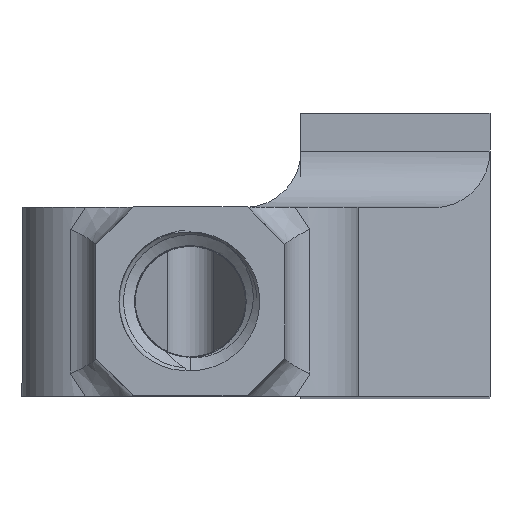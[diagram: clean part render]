
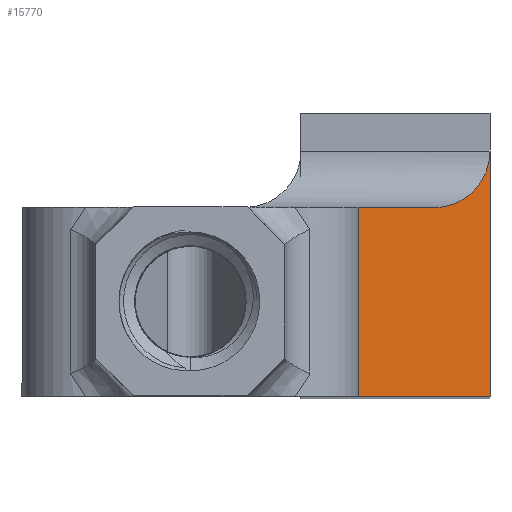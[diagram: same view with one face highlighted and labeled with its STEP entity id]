
A CAD part, top view. The second image highlights one B-rep face of the part: STEP entity #15770.
In plain terms, the highlighted planar face has unit normal (0.707, 0, 0.707).
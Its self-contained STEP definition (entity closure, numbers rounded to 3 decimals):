
#1 = VERTEX_POINT ( 'NONE', #11929 ) ;
#14 = VERTEX_POINT ( 'NONE', #11922 ) ;
#29 = VERTEX_POINT ( 'NONE', #11906 ) ;
#54 = VERTEX_POINT ( 'NONE', #11879 ) ;
#137 = EDGE_LOOP ( 'NONE', ( #2180, #2181, #2179, #2370, #2369 ) ) ;
#1876 = LINE ( 'NONE', #15519, #1879 ) ;
#1879 = VECTOR ( 'NONE', #15521, 1000. ) ;
#1899 = LINE ( 'NONE', #15573, #1901 ) ;
#1901 = VECTOR ( 'NONE', #15579, 1000. ) ;
#2116 = LINE ( 'NONE', #11629, #2117 ) ;
#2117 = VECTOR ( 'NONE', #11630, 1000. ) ;
#2179 = ORIENTED_EDGE ( 'NONE', *, *, #5202, .T. ) ;
#2180 = ORIENTED_EDGE ( 'NONE', *, *, #3392, .F. ) ;
#2181 = ORIENTED_EDGE ( 'NONE', *, *, #3409, .F. ) ;
#2369 = ORIENTED_EDGE ( 'NONE', *, *, #5193, .T. ) ;
#2370 = ORIENTED_EDGE ( 'NONE', *, *, #5210, .T. ) ;
#3392 = EDGE_CURVE ( 'NONE', #14, #1, #1876, .T. ) ;
#3409 = EDGE_CURVE ( 'NONE', #3920, #14, #1899, .T. ) ;
#3920 = VERTEX_POINT ( 'NONE', #10358 ) ;
#5193 = EDGE_CURVE ( 'NONE', #29, #1, #11221, .T. ) ;
#5202 = EDGE_CURVE ( 'NONE', #3920, #54, #2116, .T. ) ;
#5210 = EDGE_CURVE ( 'NONE', #54, #29, #12808, .T. ) ;
#10358 = CARTESIAN_POINT ( 'NONE',  ( -8.34, 49.026, -71.484 ) ) ;
#11221 =( BOUNDED_CURVE ( )  B_SPLINE_CURVE ( 3, ( #11581, #11583, #11588, #11589 ),
 .UNSPECIFIED., .F., .F. ) 
 B_SPLINE_CURVE_WITH_KNOTS ( ( 4, 4 ),
 ( 0., 1.571 ),
 .UNSPECIFIED. ) 
 CURVE ( )  GEOMETRIC_REPRESENTATION_ITEM ( )  RATIONAL_B_SPLINE_CURVE ( ( 1., 0.805, 0.805, 1. ) ) 
 REPRESENTATION_ITEM ( '' )  );
#11581 = CARTESIAN_POINT ( 'NONE',  ( 1.252, 62.026, -81.076 ) ) ;
#11583 = CARTESIAN_POINT ( 'NONE',  ( 1.252, 60.269, -81.076 ) ) ;
#11588 = CARTESIAN_POINT ( 'NONE',  ( 0.009, 59.026, -79.833 ) ) ;
#11589 = CARTESIAN_POINT ( 'NONE',  ( -1.748, 59.026, -78.076 ) ) ;
#11629 = CARTESIAN_POINT ( 'NONE',  ( 1.252, 49.026, -81.076 ) ) ;
#11630 = DIRECTION ( 'NONE',  ( 0.707, 0., -0.707 ) ) ;
#11651 = CARTESIAN_POINT ( 'NONE',  ( 1.252, 49.026, -81.076 ) ) ;
#11660 = DIRECTION ( 'NONE',  ( 0., 1., 0. ) ) ;
#11879 = CARTESIAN_POINT ( 'NONE',  ( 1.252, 49.026, -81.076 ) ) ;
#11906 = CARTESIAN_POINT ( 'NONE',  ( 1.252, 62.026, -81.076 ) ) ;
#11922 = CARTESIAN_POINT ( 'NONE',  ( -8.34, 59.026, -71.484 ) ) ;
#11929 = CARTESIAN_POINT ( 'NONE',  ( -1.748, 59.026, -78.076 ) ) ;
#12808 = LINE ( 'NONE', #11651, #12816 ) ;
#12816 = VECTOR ( 'NONE', #11660, 1000. ) ;
#12988 = FACE_OUTER_BOUND ( 'NONE', #137, .T. ) ;
#15111 = AXIS2_PLACEMENT_3D ( 'NONE', #15856, #15865, #15866 ) ;
#15519 = CARTESIAN_POINT ( 'NONE',  ( 1.252, 59.026, -81.076 ) ) ;
#15521 = DIRECTION ( 'NONE',  ( 0.707, 0., -0.707 ) ) ;
#15573 = CARTESIAN_POINT ( 'NONE',  ( -8.34, 49.026, -71.484 ) ) ;
#15579 = DIRECTION ( 'NONE',  ( 0., 1., 0. ) ) ;
#15770 = ADVANCED_FACE ( 'NONE', ( #12988 ), #15861, .T. ) ;
#15856 = CARTESIAN_POINT ( 'NONE',  ( 1.252, 49.026, -81.076 ) ) ;
#15861 = PLANE ( 'NONE',  #15111 ) ;
#15865 = DIRECTION ( 'NONE',  ( 0.707, 0., 0.707 ) ) ;
#15866 = DIRECTION ( 'NONE',  ( 0.707, 0., -0.707 ) ) ;
